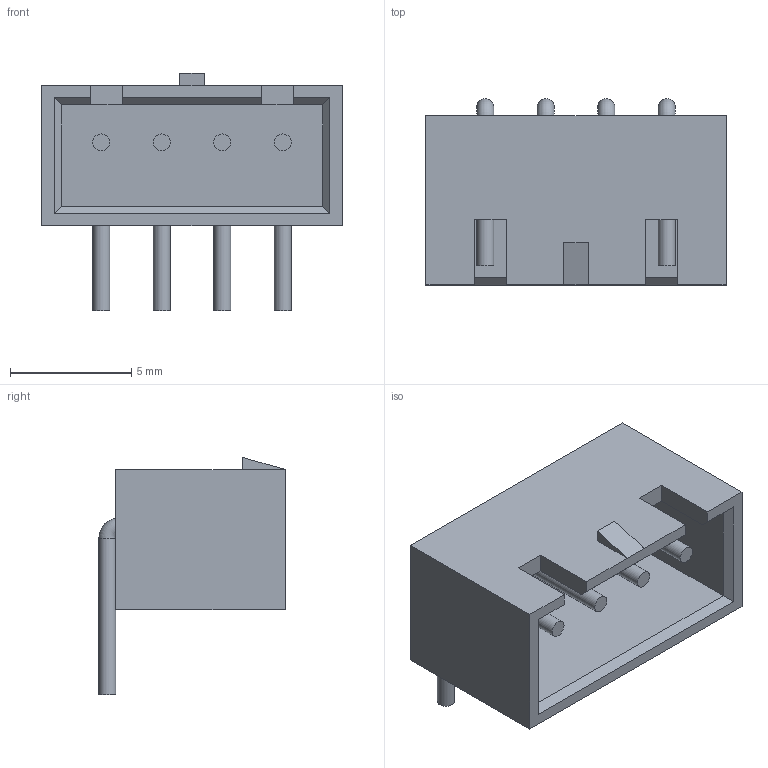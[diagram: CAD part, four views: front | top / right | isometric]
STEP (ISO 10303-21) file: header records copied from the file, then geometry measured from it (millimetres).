
FILE_DESCRIPTION(/* description */ (''),/* implementation_level */ '2;1');
FILE_NAME(/* name */ 'SMAW250-04P.stp',/* time_stamp */ '2020-02-18T14:54:35+09:00',/* author */ ('TO'),/* organization */ (''),/* preprocessor_version */ 'ST-DEVELOPER v18',/* originating_system */ 'Autodesk Inventor 2020',/* authorisation */ '');
FILE_SCHEMA (('AUTOMOTIVE_DESIGN { 1 0 10303 214 3 1 1 }'));
Length unit declared in the file: millimetre
Products named in the file (1): SMAW250-04P
Bounding box: 12.4 x 7.7 x 9.8 mm (x, y, z)
Volume: 290.6 mm3; surface area: 659.8 mm2
Topology: 5 solids, 5 shells, 48 faces, 124 edges, 86 vertices
Faces by surface type: plane 36, cylinder 8, torus 4
Full cylindrical faces by diameter (mm): 0.7 x8
Entity records: 1547 total; most frequent: DIRECTION 266, CARTESIAN_POINT 259, ORIENTED_EDGE 248, EDGE_CURVE 124, AXIS2_PLACEMENT_3D 93, VERTEX_POINT 86, LINE 80, VECTOR 80
